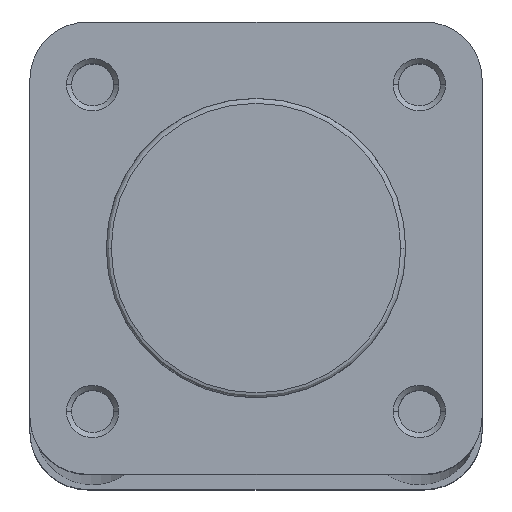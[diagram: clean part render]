
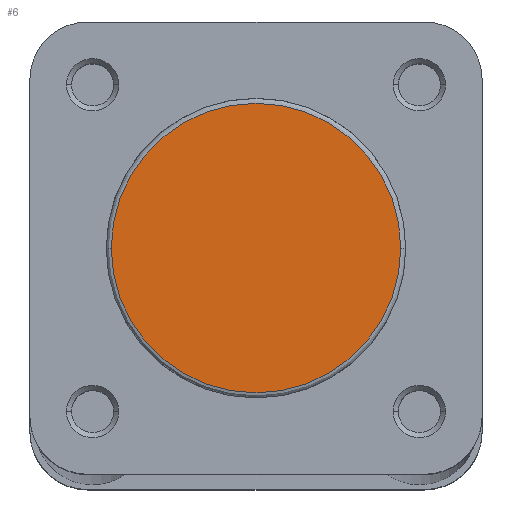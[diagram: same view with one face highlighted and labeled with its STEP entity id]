
A CAD part, top view. The second image highlights one B-rep face of the part: STEP entity #6.
In plain terms, the highlighted planar face has unit normal (0, 0, 1).
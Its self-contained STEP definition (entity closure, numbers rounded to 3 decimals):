
#6 = ADVANCED_FACE ( 'NONE', ( #1478 ), #5808, .F. ) ;
#38 = ORIENTED_EDGE ( 'NONE', *, *, #281, .T. ) ;
#41 = ORIENTED_EDGE ( 'NONE', *, *, #339, .T. ) ;
#281 = EDGE_CURVE ( 'NONE', #5669, #5681, #1803, .T. ) ;
#339 = EDGE_CURVE ( 'NONE', #5681, #5669, #1888, .T. ) ;
#559 = AXIS2_PLACEMENT_3D ( 'NONE', #5807, #5810, #5811 ) ;
#666 = AXIS2_PLACEMENT_3D ( 'NONE', #2370, #2371, #2372 ) ;
#703 = AXIS2_PLACEMENT_3D ( 'NONE', #2506, #2521, #2522 ) ;
#1327 = EDGE_LOOP ( 'NONE', ( #41, #38 ) ) ;
#1478 = FACE_OUTER_BOUND ( 'NONE', #1327, .T. ) ;
#1803 = CIRCLE ( 'NONE', #666, 14.4 ) ;
#1888 = CIRCLE ( 'NONE', #703, 14.4 ) ;
#2370 = CARTESIAN_POINT ( 'NONE',  ( 0., 0., 0. ) ) ;
#2371 = DIRECTION ( 'NONE',  ( 0., 0., 1. ) ) ;
#2372 = DIRECTION ( 'NONE',  ( -1., 0., 0. ) ) ;
#2506 = CARTESIAN_POINT ( 'NONE',  ( 0., 0., 0. ) ) ;
#2521 = DIRECTION ( 'NONE',  ( 0., 0., 1. ) ) ;
#2522 = DIRECTION ( 'NONE',  ( -1., 0., 0. ) ) ;
#4636 = CARTESIAN_POINT ( 'NONE',  ( 14.4, 0., 0. ) ) ;
#4648 = CARTESIAN_POINT ( 'NONE',  ( -14.4, 0., 0. ) ) ;
#5669 = VERTEX_POINT ( 'NONE', #4636 ) ;
#5681 = VERTEX_POINT ( 'NONE', #4648 ) ;
#5807 = CARTESIAN_POINT ( 'NONE',  ( 0., 14.9, 0. ) ) ;
#5808 = PLANE ( 'NONE',  #559 ) ;
#5810 = DIRECTION ( 'NONE',  ( 0., 0., -1. ) ) ;
#5811 = DIRECTION ( 'NONE',  ( -1., 0., 0. ) ) ;
